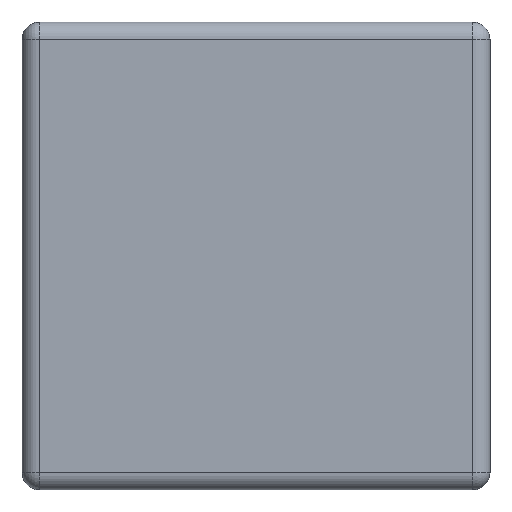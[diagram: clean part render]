
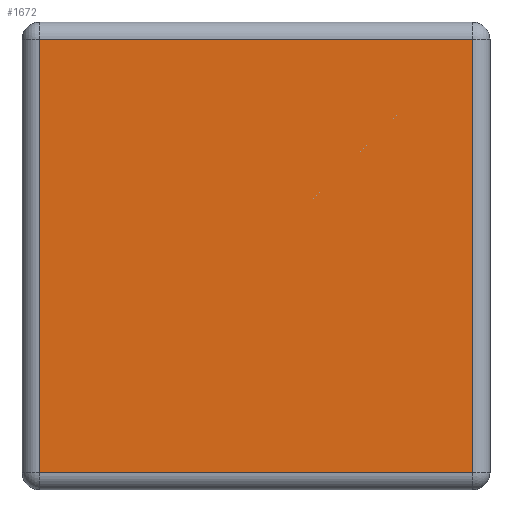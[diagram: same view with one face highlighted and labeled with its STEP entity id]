
A CAD part, left-side view. The second image highlights one B-rep face of the part: STEP entity #1672.
In plain terms, the highlighted planar face has unit normal (-1, 0, 0).
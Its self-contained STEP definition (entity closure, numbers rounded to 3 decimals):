
#71 = VERTEX_POINT ( 'NONE', #437 ) ;
#79 = EDGE_CURVE ( 'NONE', #1296, #504, #124, .T. ) ;
#124 = LINE ( 'NONE', #397, #1561 ) ;
#133 = VERTEX_POINT ( 'NONE', #1494 ) ;
#165 = AXIS2_PLACEMENT_3D ( 'NONE', #1879, #1574, #1724 ) ;
#179 = DIRECTION ( 'NONE',  ( 0., 0., 1. ) ) ;
#214 = CARTESIAN_POINT ( 'NONE',  ( -0.02, 0.52, 0. ) ) ;
#284 = ORIENTED_EDGE ( 'NONE', *, *, #1128, .T. ) ;
#308 = LINE ( 'NONE', #771, #634 ) ;
#316 = VECTOR ( 'NONE', #774, 1000. ) ;
#325 = DIRECTION ( 'NONE',  ( 0., -1., 0. ) ) ;
#344 = LINE ( 'NONE', #214, #316 ) ;
#360 = ORIENTED_EDGE ( 'NONE', *, *, #1591, .T. ) ;
#397 = CARTESIAN_POINT ( 'NONE',  ( -0.02, 0.5, -0.52 ) ) ;
#437 = CARTESIAN_POINT ( 'NONE',  ( -0.02, 0., -0.5 ) ) ;
#504 = VERTEX_POINT ( 'NONE', #1090 ) ;
#634 = VECTOR ( 'NONE', #179, 1000. ) ;
#656 = ORIENTED_EDGE ( 'NONE', *, *, #1616, .T. ) ;
#771 = CARTESIAN_POINT ( 'NONE',  ( -0.02, 0., -0.52 ) ) ;
#774 = DIRECTION ( 'NONE',  ( 0., 1., 0. ) ) ;
#791 = EDGE_LOOP ( 'NONE', ( #1226, #360, #656, #284 ) ) ;
#974 = CARTESIAN_POINT ( 'NONE',  ( -0.02, 0.5, 0. ) ) ;
#1090 = CARTESIAN_POINT ( 'NONE',  ( -0.02, 0.5, -0.5 ) ) ;
#1128 = EDGE_CURVE ( 'NONE', #133, #1296, #344, .T. ) ;
#1226 = ORIENTED_EDGE ( 'NONE', *, *, #79, .T. ) ;
#1248 = FACE_OUTER_BOUND ( 'NONE', #791, .T. ) ;
#1296 = VERTEX_POINT ( 'NONE', #974 ) ;
#1494 = CARTESIAN_POINT ( 'NONE',  ( -0.02, 0., 0. ) ) ;
#1535 = CARTESIAN_POINT ( 'NONE',  ( -0.02, -0.02, -0.5 ) ) ;
#1561 = VECTOR ( 'NONE', #1601, 1000. ) ;
#1574 = DIRECTION ( 'NONE',  ( -1., 0., 0. ) ) ;
#1591 = EDGE_CURVE ( 'NONE', #504, #71, #1682, .T. ) ;
#1601 = DIRECTION ( 'NONE',  ( 0., 0., -1. ) ) ;
#1616 = EDGE_CURVE ( 'NONE', #71, #133, #308, .T. ) ;
#1672 = ADVANCED_FACE ( 'NONE', ( #1248 ), #1895, .T. ) ;
#1682 = LINE ( 'NONE', #1535, #1700 ) ;
#1700 = VECTOR ( 'NONE', #325, 1000. ) ;
#1724 = DIRECTION ( 'NONE',  ( 0., -1., 0. ) ) ;
#1879 = CARTESIAN_POINT ( 'NONE',  ( -0.02, 0.52, -0.52 ) ) ;
#1895 = PLANE ( 'NONE',  #165 ) ;
